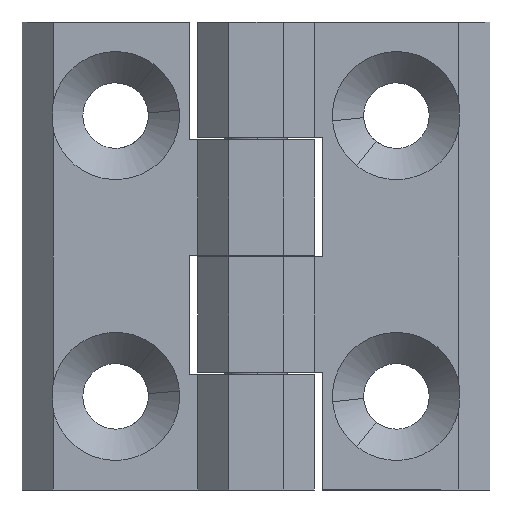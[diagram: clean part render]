
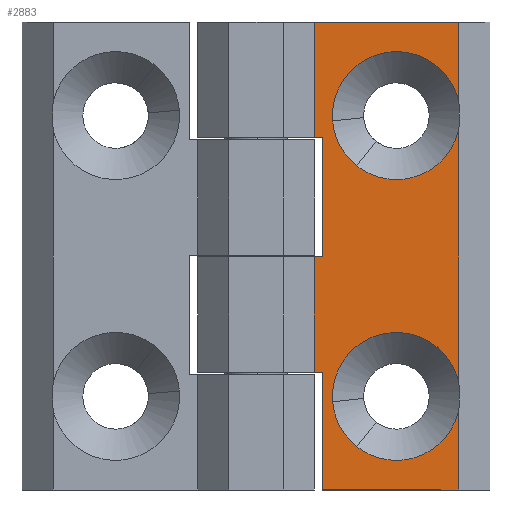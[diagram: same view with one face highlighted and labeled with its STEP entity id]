
A CAD part, front view. The second image highlights one B-rep face of the part: STEP entity #2883.
In plain terms, the highlighted free-form (B-spline) face has degree [1, 1] with [2, 2] control points.
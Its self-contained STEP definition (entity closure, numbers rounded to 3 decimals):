
#823=CARTESIAN_POINT('',(12.92,0.5,41.563));
#824=VERTEX_POINT('',#823);
#830=CARTESIAN_POINT('',(26.,0.5,46.2));
#831=VERTEX_POINT('',#830);
#832=CARTESIAN_POINT('',(26.,0.5,46.2));
#833=CARTESIAN_POINT('',(24.389,0.5,39.04));
#834=CARTESIAN_POINT('',(17.094,0.5,39.85));
#835=CARTESIAN_POINT('',(14.762,0.5,40.109));
#836=CARTESIAN_POINT('',(12.92,0.5,41.563));
#844=(BOUNDED_CURVE()B_SPLINE_CURVE(2,(#832,#833,#834,#835,#836),.UNSPECIFIED.,.F.,.U.)B_SPLINE_CURVE_WITH_KNOTS((3,2,3),(0.0,0.25,0.347),.UNSPECIFIED.)CURVE()GEOMETRIC_REPRESENTATION_ITEM()RATIONAL_B_SPLINE_CURVE((1.0,0.745,1.0,0.901,0.879))REPRESENTATION_ITEM(''));
#845=EDGE_CURVE('',#831,#824,#844,.T.);
#847=CARTESIAN_POINT('',(26.,0.5,49.8));
#848=VERTEX_POINT('',#847);
#856=CARTESIAN_POINT('',(9.829,0.5,47.311));
#857=VERTEX_POINT('',#856);
#858=CARTESIAN_POINT('',(9.829,0.5,47.311));
#859=CARTESIAN_POINT('',(9.8,0.5,47.655));
#860=CARTESIAN_POINT('',(9.8,0.5,48.));
#861=CARTESIAN_POINT('',(9.8,0.5,55.339));
#862=CARTESIAN_POINT('',(17.094,0.5,56.15));
#863=CARTESIAN_POINT('',(24.389,0.5,56.96));
#864=CARTESIAN_POINT('',(26.,0.5,49.8));
#872=(BOUNDED_CURVE()B_SPLINE_CURVE(2,(#858,#859,#860,#861,#862,#863,#864),.UNSPECIFIED.,.F.,.U.)B_SPLINE_CURVE_WITH_KNOTS((3,2,2,3),(0.484,0.5,0.75,1.0),.UNSPECIFIED.)CURVE()GEOMETRIC_REPRESENTATION_ITEM()RATIONAL_B_SPLINE_CURVE((0.97,0.984,1.0,0.745,1.0,0.745,1.0))REPRESENTATION_ITEM(''));
#873=EDGE_CURVE('',#857,#848,#872,.T.);
#906=CARTESIAN_POINT('',(12.92,0.5,41.563));
#907=CARTESIAN_POINT('',(10.128,0.5,43.767));
#908=CARTESIAN_POINT('',(9.829,0.5,47.311));
#916=(BOUNDED_CURVE()B_SPLINE_CURVE(2,(#906,#907,#908),.UNSPECIFIED.,.F.,.U.)B_SPLINE_CURVE_WITH_KNOTS((3,3),(0.347,0.484),.UNSPECIFIED.)CURVE()GEOMETRIC_REPRESENTATION_ITEM()RATIONAL_B_SPLINE_CURVE((0.879,0.847,0.97))REPRESENTATION_ITEM(''));
#917=EDGE_CURVE('',#824,#857,#916,.T.);
#1151=CARTESIAN_POINT('',(12.92,0.5,5.563));
#1152=VERTEX_POINT('',#1151);
#1158=CARTESIAN_POINT('',(26.,0.5,10.2));
#1159=VERTEX_POINT('',#1158);
#1160=CARTESIAN_POINT('',(26.,0.5,10.2));
#1161=CARTESIAN_POINT('',(24.389,0.5,3.04));
#1162=CARTESIAN_POINT('',(17.094,0.5,3.85));
#1163=CARTESIAN_POINT('',(14.762,0.5,4.109));
#1164=CARTESIAN_POINT('',(12.92,0.5,5.563));
#1172=(BOUNDED_CURVE()B_SPLINE_CURVE(2,(#1160,#1161,#1162,#1163,#1164),.UNSPECIFIED.,.F.,.U.)B_SPLINE_CURVE_WITH_KNOTS((3,2,3),(0.0,0.25,0.347),.UNSPECIFIED.)CURVE()GEOMETRIC_REPRESENTATION_ITEM()RATIONAL_B_SPLINE_CURVE((1.0,0.745,1.0,0.901,0.879))REPRESENTATION_ITEM(''));
#1173=EDGE_CURVE('',#1159,#1152,#1172,.T.);
#1175=CARTESIAN_POINT('',(26.,0.5,13.8));
#1176=VERTEX_POINT('',#1175);
#1184=CARTESIAN_POINT('',(9.829,0.5,11.311));
#1185=VERTEX_POINT('',#1184);
#1186=CARTESIAN_POINT('',(9.829,0.5,11.311));
#1187=CARTESIAN_POINT('',(9.8,0.5,11.655));
#1188=CARTESIAN_POINT('',(9.8,0.5,12.));
#1189=CARTESIAN_POINT('',(9.8,0.5,19.339));
#1190=CARTESIAN_POINT('',(17.094,0.5,20.15));
#1191=CARTESIAN_POINT('',(24.389,0.5,20.96));
#1192=CARTESIAN_POINT('',(26.,0.5,13.8));
#1200=(BOUNDED_CURVE()B_SPLINE_CURVE(2,(#1186,#1187,#1188,#1189,#1190,#1191,#1192),.UNSPECIFIED.,.F.,.U.)B_SPLINE_CURVE_WITH_KNOTS((3,2,2,3),(0.484,0.5,0.75,1.0),.UNSPECIFIED.)CURVE()GEOMETRIC_REPRESENTATION_ITEM()RATIONAL_B_SPLINE_CURVE((0.97,0.984,1.0,0.745,1.0,0.745,1.0))REPRESENTATION_ITEM(''));
#1201=EDGE_CURVE('',#1185,#1176,#1200,.T.);
#1234=CARTESIAN_POINT('',(12.92,0.5,5.563));
#1235=CARTESIAN_POINT('',(10.128,0.5,7.767));
#1236=CARTESIAN_POINT('',(9.829,0.5,11.311));
#1244=(BOUNDED_CURVE()B_SPLINE_CURVE(2,(#1234,#1235,#1236),.UNSPECIFIED.,.F.,.U.)B_SPLINE_CURVE_WITH_KNOTS((3,3),(0.347,0.484),.UNSPECIFIED.)CURVE()GEOMETRIC_REPRESENTATION_ITEM()RATIONAL_B_SPLINE_CURVE((0.879,0.847,0.97))REPRESENTATION_ITEM(''));
#1245=EDGE_CURVE('',#1152,#1185,#1244,.T.);
#2257=CARTESIAN_POINT('',(8.5,0.5,15.1));
#2258=VERTEX_POINT('',#2257);
#2264=CARTESIAN_POINT('',(7.5,0.5,15.1));
#2265=VERTEX_POINT('',#2264);
#2266=CARTESIAN_POINT('',(8.5,0.5,15.1));
#2267=CARTESIAN_POINT('',(7.5,0.5,15.1));
#2268=QUASI_UNIFORM_CURVE('',1,(#2266,#2267),.UNSPECIFIED.,.F.,.U.);
#2269=EDGE_CURVE('',#2258,#2265,#2268,.T.);
#2342=CARTESIAN_POINT('',(8.5,0.5,45.2));
#2343=VERTEX_POINT('',#2342);
#2349=CARTESIAN_POINT('',(7.5,0.5,45.2));
#2350=VERTEX_POINT('',#2349);
#2351=CARTESIAN_POINT('',(8.5,0.5,45.2));
#2352=CARTESIAN_POINT('',(7.5,0.5,45.2));
#2353=QUASI_UNIFORM_CURVE('',1,(#2351,#2352),.UNSPECIFIED.,.F.,.U.);
#2354=EDGE_CURVE('',#2343,#2350,#2353,.T.);
#2470=CARTESIAN_POINT('',(7.5,0.5,29.9));
#2471=VERTEX_POINT('',#2470);
#2477=CARTESIAN_POINT('',(8.5,0.5,29.9));
#2478=VERTEX_POINT('',#2477);
#2479=CARTESIAN_POINT('',(7.5,0.5,29.9));
#2480=CARTESIAN_POINT('',(8.5,0.5,29.9));
#2481=QUASI_UNIFORM_CURVE('',1,(#2479,#2480),.UNSPECIFIED.,.F.,.U.);
#2482=EDGE_CURVE('',#2471,#2478,#2481,.T.);
#2503=CARTESIAN_POINT('',(26.,0.5,60.));
#2504=VERTEX_POINT('',#2503);
#2583=CARTESIAN_POINT('',(7.5,0.5,60.));
#2584=VERTEX_POINT('',#2583);
#2590=CARTESIAN_POINT('',(7.5,0.5,60.));
#2591=CARTESIAN_POINT('',(26.,0.5,60.));
#2592=QUASI_UNIFORM_CURVE('',1,(#2590,#2591),.UNSPECIFIED.,.F.,.U.);
#2593=EDGE_CURVE('',#2584,#2504,#2592,.T.);
#2616=CARTESIAN_POINT('',(8.5,0.5,0.));
#2617=VERTEX_POINT('',#2616);
#2623=CARTESIAN_POINT('',(8.5,0.5,0.));
#2624=CARTESIAN_POINT('',(8.5,0.5,15.1));
#2625=QUASI_UNIFORM_CURVE('',1,(#2623,#2624),.UNSPECIFIED.,.F.,.U.);
#2626=EDGE_CURVE('',#2617,#2258,#2625,.T.);
#2635=CARTESIAN_POINT('',(8.5,0.5,29.9));
#2636=CARTESIAN_POINT('',(8.5,0.5,45.2));
#2637=QUASI_UNIFORM_CURVE('',1,(#2635,#2636),.UNSPECIFIED.,.F.,.U.);
#2638=EDGE_CURVE('',#2478,#2343,#2637,.T.);
#2683=CARTESIAN_POINT('',(26.,0.5,60.));
#2684=CARTESIAN_POINT('',(26.,0.5,49.8));
#2685=QUASI_UNIFORM_CURVE('',1,(#2683,#2684),.UNSPECIFIED.,.F.,.U.);
#2686=EDGE_CURVE('',#2504,#848,#2685,.T.);
#2689=CARTESIAN_POINT('',(26.,0.5,46.2));
#2690=CARTESIAN_POINT('',(26.,0.5,13.8));
#2691=QUASI_UNIFORM_CURVE('',1,(#2689,#2690),.UNSPECIFIED.,.F.,.U.);
#2692=EDGE_CURVE('',#831,#1176,#2691,.T.);
#2695=CARTESIAN_POINT('',(26.,0.5,0.0));
#2696=VERTEX_POINT('',#2695);
#2697=CARTESIAN_POINT('',(26.,0.5,10.2));
#2698=CARTESIAN_POINT('',(26.,0.5,0.0));
#2699=QUASI_UNIFORM_CURVE('',1,(#2697,#2698),.UNSPECIFIED.,.F.,.U.);
#2700=EDGE_CURVE('',#1159,#2696,#2699,.T.);
#2718=CARTESIAN_POINT('',(7.5,0.5,60.));
#2719=CARTESIAN_POINT('',(7.5,0.5,45.2));
#2720=QUASI_UNIFORM_CURVE('',1,(#2718,#2719),.UNSPECIFIED.,.F.,.U.);
#2721=EDGE_CURVE('',#2584,#2350,#2720,.T.);
#2838=CARTESIAN_POINT('',(8.5,0.5,0.));
#2839=CARTESIAN_POINT('',(26.,0.5,0.0));
#2840=QUASI_UNIFORM_CURVE('',1,(#2838,#2839),.UNSPECIFIED.,.F.,.U.);
#2841=EDGE_CURVE('',#2617,#2696,#2840,.T.);
#2854=CARTESIAN_POINT('',(6.576,0.5,-2.997));
#2855=CARTESIAN_POINT('',(6.576,0.5,62.997));
#2856=CARTESIAN_POINT('',(26.924,0.5,-2.997));
#2857=CARTESIAN_POINT('',(26.924,0.5,62.997));
#2858=B_SPLINE_SURFACE_WITH_KNOTS('',1,1,((#2854,#2856),(#2855,#2857)),.UNSPECIFIED.,.F.,.F.,.U.,(2,2),(2,2),(0.0,65.994),(0.0,20.348),.UNSPECIFIED.);
#2859=ORIENTED_EDGE('',*,*,#2626,.F.);
#2860=ORIENTED_EDGE('',*,*,#2841,.T.);
#2861=ORIENTED_EDGE('',*,*,#2700,.F.);
#2862=ORIENTED_EDGE('',*,*,#1173,.T.);
#2863=ORIENTED_EDGE('',*,*,#1245,.T.);
#2864=ORIENTED_EDGE('',*,*,#1201,.T.);
#2865=ORIENTED_EDGE('',*,*,#2692,.F.);
#2866=ORIENTED_EDGE('',*,*,#845,.T.);
#2867=ORIENTED_EDGE('',*,*,#917,.T.);
#2868=ORIENTED_EDGE('',*,*,#873,.T.);
#2869=ORIENTED_EDGE('',*,*,#2686,.F.);
#2870=ORIENTED_EDGE('',*,*,#2593,.F.);
#2871=ORIENTED_EDGE('',*,*,#2721,.T.);
#2872=ORIENTED_EDGE('',*,*,#2354,.F.);
#2873=ORIENTED_EDGE('',*,*,#2638,.F.);
#2874=ORIENTED_EDGE('',*,*,#2482,.F.);
#2875=CARTESIAN_POINT('',(7.5,0.5,29.9));
#2876=CARTESIAN_POINT('',(7.5,0.5,15.1));
#2877=QUASI_UNIFORM_CURVE('',1,(#2875,#2876),.UNSPECIFIED.,.F.,.U.);
#2878=EDGE_CURVE('',#2471,#2265,#2877,.T.);
#2879=ORIENTED_EDGE('',*,*,#2878,.T.);
#2880=ORIENTED_EDGE('',*,*,#2269,.F.);
#2881=EDGE_LOOP('',(#2859,#2860,#2861,#2862,#2863,#2864,#2865,#2866,#2867,#2868,#2869,#2870,#2871,#2872,#2873,#2874,#2879,#2880));
#2882=FACE_OUTER_BOUND('',#2881,.T.);
#2883=ADVANCED_FACE('',(#2882),#2858,.F.);
